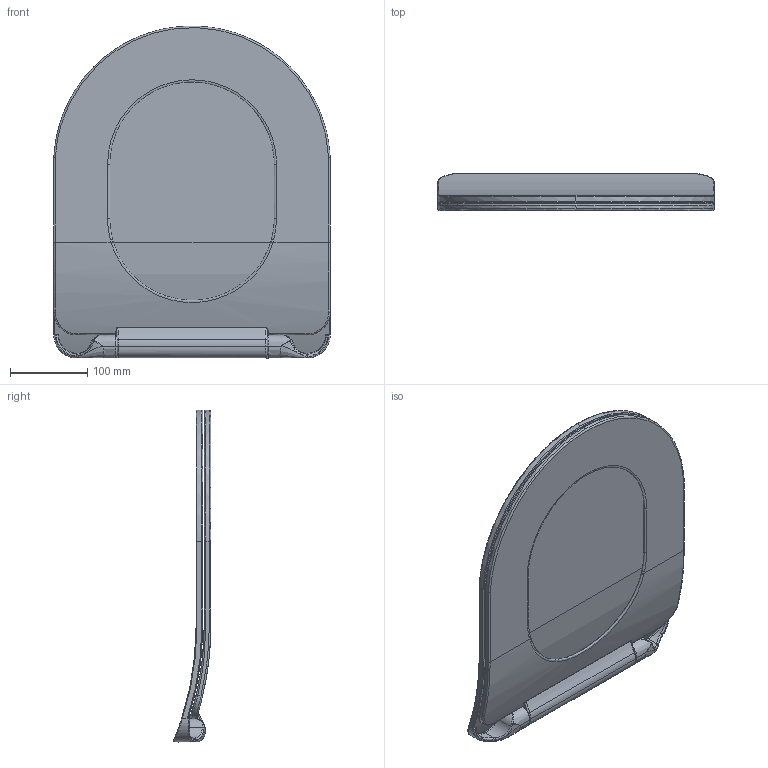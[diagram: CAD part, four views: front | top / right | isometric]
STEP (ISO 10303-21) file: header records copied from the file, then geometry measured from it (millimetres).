
FILE_DESCRIPTION (( 'STEP AP214' ), '1' );
FILE_NAME ('50079_STEP_V10418.STEP', '2021-04-08T15:39:24', ( '' ), ( '' ), 'SwSTEP 2.0', 'SolidWorks 2019', '' );
FILE_SCHEMA (( 'AUTOMOTIVE_DESIGN' ));
Length unit declared in the file: millimetre
Products named in the file (3): Austen 50079 Seat; 50079_STEP_V10418; Austen 50079 Seat cover
Assembly tree (2 placements, depth 2):
  50079_STEP_V10418
    Austen 50079 Seat
    Austen 50079 Seat cover
Bounding box: 358 x 48.58 x 430 mm (x, y, z)
Volume: 2047567.4 mm3; surface area: 489613.7 mm2
Topology: 2 solids, 2 shells, 180 faces, 434 edges, 250 vertices
Faces by surface type: bspline 133, cylinder 25, plane 22
Entity records: 15190 total; most frequent: CARTESIAN_POINT 12170, ORIENTED_EDGE 856, EDGE_CURVE 428, B_SPLINE_CURVE_WITH_KNOTS 388, VERTEX_POINT 250, EDGE_LOOP 180, ADVANCED_FACE 180, FACE_OUTER_BOUND 180
